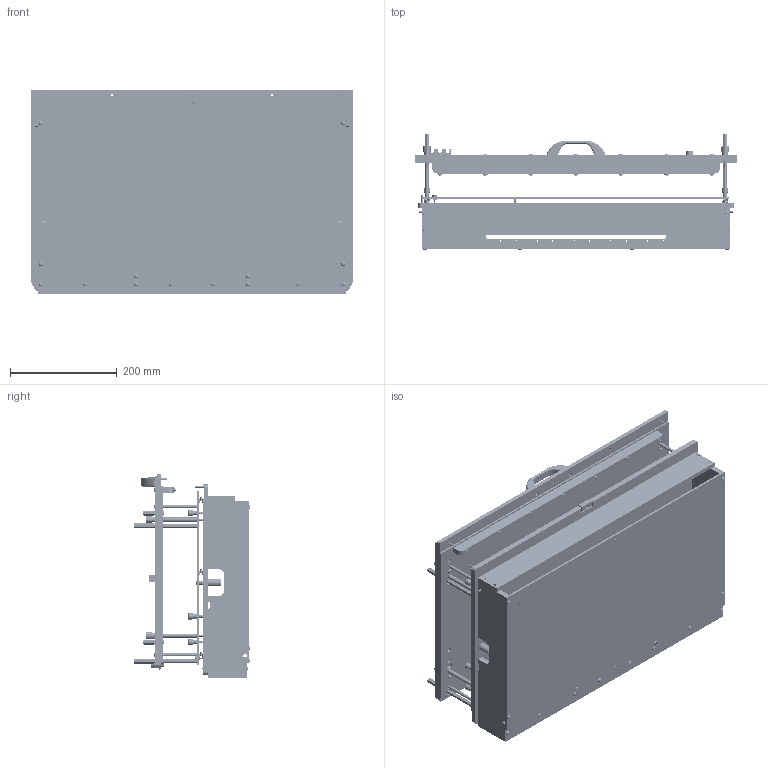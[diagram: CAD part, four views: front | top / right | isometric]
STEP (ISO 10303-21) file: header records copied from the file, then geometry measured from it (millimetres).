
FILE_DESCRIPTION (( 'STEP AP214' ), '1' );
FILE_NAME ('INGUN_108814.STEP', '2022-07-28T06:52:34', ( '' ), ( '' ), 'SwSTEP 2.0', 'SolidWorks 2018', '' );
FILE_SCHEMA (( 'AUTOMOTIVE_DESIGN' ));
Length unit declared in the file: millimetre
Products named in the file (58): 108773~1; 108752~1_S; DIN6325~n_03,0m6x016; 3283~0; 108774~1_S; 108771~1_S; 46869~0_S; DIN912~n_M08,0x012; SKB-II~-s-k-i-i_M4,0x40 Ku; 41367~6_S; DIN934~n_M04,0; DIN6325~n_03,0m6x024; 108775~1_S; Gewindebuchse~n_M04-09,5 offen; 3699~0; 45716~1_flexibel <S>; 32293~0_S; 2393~0_S; SKB-II~-s-k-i-i_M4,0x73 St; ISO7380~n_M04,0x012; 108773~1_S; ISO7380~n_M04,0x020; 108772~1_S; ISO7380~n_M04,0x040; DIN7979~n_04,0m6x020M3; DIN912~n_M04,0x012; Gewindebuchse~n_M05-03,9 offen; 113166~0_S; GKS-114-0015~-g-k-s_Hub = 08,0 <S>; 53338~0; 42247~2_S; 46864~0_S; 32457~0_S; 41880~3; 3917~3_M 3 A; KS-113-Master~-k-s_KS-113 23; DIN7991~n_M03,0x008 VA; 53731~0; DIN6325~n_04,0m6x016; 2196~6 ...
Assembly tree (163 placements, depth 4):
  INGUN_108814
    108772~1_S
      45716~1_flexibel <S>
        32457~0_S
        DIN7979~n_04,0m6x020M3  x2
        ISO7380~n_M03,0x006  x2
        41369~1_S  x4
        ISO7380~n_M04,0x020  x4
        DIN912~n_M03,0x012  x2
        2393~0_S  x2
        DIN125~n_03,2 M03,0  x2
      108775~1_S
      41367~6_S  x3
      ISO7380~n_M04,0x040  x7
      DIN934~n_M04,0  x7
      SKB-II~-s-k-i-i_M4,0x73 St  x4
      SKB-II~-s-k-i-i_M4,0x40 Ku  x4
      46864~0_S
      3283~0  x4
      DIN914~n_M04,0x25  x4
      ISO7380~n_M04,0x020  x4
      SKB-II~-s-k-i-i_M4,0x22 Ku  x4
      DIN912~n_M08,0x012
      47719~0_S
      113166~0_S
        3699~0
      DIN7991~n_M03,0x008 VA  x2
    108771~1_S
      108773~1_S
        108773~1
        Gewindebuchse~n_M04-09,5 offen  x6
      108774~1_S
        108774~1_S
        Gewindebuchse~n_M05-03,9 offen  x4
      41899~3_flexiebel <S>
        KS-113-Master~-k-s_KS-113 23
        GKS-114-0015~-g-k-s_Hub = 08,0 <S>
        53731~0
        3917~3_M 3 A
      108752~1_S
        108752~1_S
        DIN6325~n_04,0m6x016
      114220~0_S
        114220~0_S
        DIN6325~n_04,0m6x016
      45868~3
      45869~1_S
      42247~2_S
      43627~0_Hub 16mm<Standard>  x6
      2196~6  x2
      2229~6  x2
      46869~0_S  x6
      32293~0_S
      41880~3
      DIN7991~n_M03,0x008 VA
      53338~0  x6
      DIN912~n_M04,0x012  x4
      108546~0_S
      ISO7380~n_M04,0x012  x26
      DIN6325~n_03,0m6x016
Bounding box: 606 x 218.6 x 383 mm (x, y, z)
Volume: 8039925.3 mm3; surface area: 2098216.2 mm2
Topology: 156 solids, 156 shells, 5197 faces, 12454 edges, 8032 vertices
Faces by surface type: plane 2179, cylinder 2144, cone 562, torus 208, bspline 56, sphere 48
Entity records: 69561 total; most frequent: CARTESIAN_POINT 18125, DIRECTION 10586, ORIENTED_EDGE 9148, EDGE_CURVE 4574, AXIS2_PLACEMENT_3D 4207, VERTEX_POINT 2975, EDGE_LOOP 2469, CIRCLE 2187
